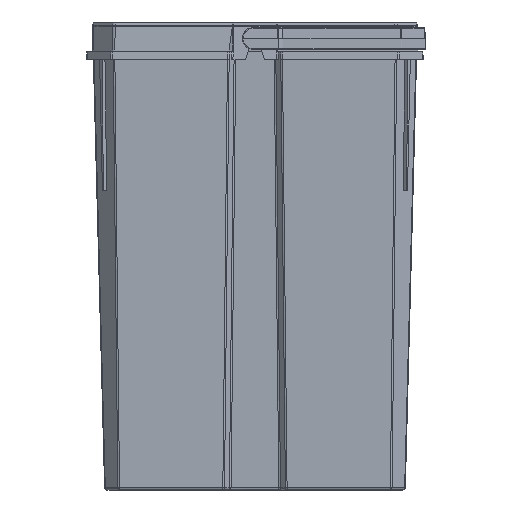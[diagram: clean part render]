
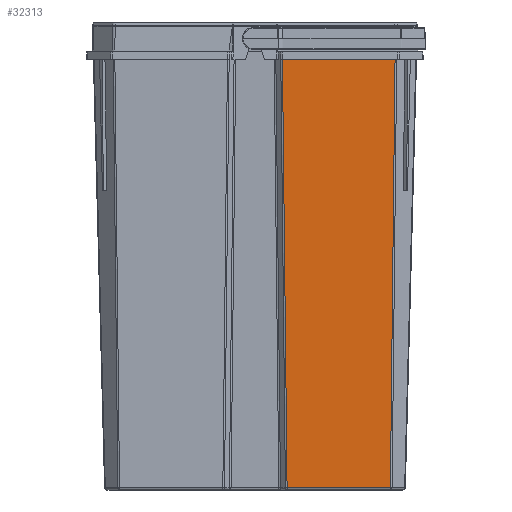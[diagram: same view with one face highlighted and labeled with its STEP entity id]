
A CAD part, left-side view. The second image highlights one B-rep face of the part: STEP entity #32313.
In plain terms, the highlighted planar face has unit normal (-1, 0, -0.026).
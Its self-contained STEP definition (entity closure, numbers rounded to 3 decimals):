
#569=PLANE('',#34918);
#3549=FACE_OUTER_BOUND('',#5346,.T.);
#5346=EDGE_LOOP('',(#24207,#24208,#24209,#24210,#24211,#24212,#24213,#24214,
#24215,#24216,#24217,#24218,#24219));
#6701=LINE('',#51773,#9367);
#6703=LINE('',#51782,#9369);
#6841=LINE('',#52428,#9507);
#7047=LINE('',#53248,#9713);
#7049=LINE('',#53262,#9715);
#7105=LINE('',#54166,#9771);
#7307=LINE('',#54711,#9973);
#7310=LINE('',#54716,#9976);
#7316=LINE('',#54726,#9982);
#7317=LINE('',#54729,#9983);
#7322=LINE('',#54737,#9988);
#7712=LINE('',#55465,#10378);
#7714=LINE('',#55467,#10380);
#9367=VECTOR('',#37849,1000.);
#9369=VECTOR('',#37857,1000.);
#9507=VECTOR('',#38405,1000.);
#9713=VECTOR('',#39103,1000.);
#9715=VECTOR('',#39119,1000.);
#9771=VECTOR('',#39319,1000.);
#9973=VECTOR('',#39783,1000.);
#9976=VECTOR('',#39788,1000.);
#9982=VECTOR('',#39796,1000.);
#9983=VECTOR('',#39799,1000.);
#9988=VECTOR('',#39806,1000.);
#10378=VECTOR('',#40594,1000.);
#10380=VECTOR('',#40596,1000.);
#12850=VERTEX_POINT('',#51769);
#12852=VERTEX_POINT('',#51772);
#12854=VERTEX_POINT('',#51778);
#12856=VERTEX_POINT('',#51781);
#13115=VERTEX_POINT('',#52425);
#13116=VERTEX_POINT('',#52427);
#13352=VERTEX_POINT('',#53239);
#13354=VERTEX_POINT('',#53245);
#13358=VERTEX_POINT('',#53255);
#13542=VERTEX_POINT('',#54715);
#13545=VERTEX_POINT('',#54724);
#13546=VERTEX_POINT('',#54728);
#13548=VERTEX_POINT('',#54736);
#16005=EDGE_CURVE('',#12852,#12850,#6701,.T.);
#16009=EDGE_CURVE('',#12856,#12854,#6703,.T.);
#16283=EDGE_CURVE('',#13116,#13115,#6841,.T.);
#16644=EDGE_CURVE('',#13352,#13354,#7047,.T.);
#16651=EDGE_CURVE('',#13115,#13358,#7049,.T.);
#16756=EDGE_CURVE('',#13358,#13352,#7105,.T.);
#17014=EDGE_CURVE('',#13354,#12856,#7307,.T.);
#17017=EDGE_CURVE('',#13542,#12852,#7310,.T.);
#17023=EDGE_CURVE('',#13545,#12854,#7316,.T.);
#17024=EDGE_CURVE('',#13546,#12850,#7317,.T.);
#17029=EDGE_CURVE('',#13548,#13116,#7322,.T.);
#17447=EDGE_CURVE('',#13548,#13546,#7712,.T.);
#17449=EDGE_CURVE('',#13542,#13545,#7714,.T.);
#24207=ORIENTED_EDGE('',*,*,#17029,.T.);
#24208=ORIENTED_EDGE('',*,*,#16283,.T.);
#24209=ORIENTED_EDGE('',*,*,#16651,.T.);
#24210=ORIENTED_EDGE('',*,*,#16756,.T.);
#24211=ORIENTED_EDGE('',*,*,#16644,.T.);
#24212=ORIENTED_EDGE('',*,*,#17014,.T.);
#24213=ORIENTED_EDGE('',*,*,#16009,.T.);
#24214=ORIENTED_EDGE('',*,*,#17023,.F.);
#24215=ORIENTED_EDGE('',*,*,#17449,.F.);
#24216=ORIENTED_EDGE('',*,*,#17017,.T.);
#24217=ORIENTED_EDGE('',*,*,#16005,.T.);
#24218=ORIENTED_EDGE('',*,*,#17024,.F.);
#24219=ORIENTED_EDGE('',*,*,#17447,.F.);
#32313=ADVANCED_FACE('',(#3549),#569,.T.);
#34918=AXIS2_PLACEMENT_3D('',#55573,#40772,#40773);
#37849=DIRECTION('',(0.,1.,0.));
#37857=DIRECTION('',(0.,1.,0.));
#38405=DIRECTION('',(0.,1.,0.));
#39103=DIRECTION('',(-0.026,-0.011,1.));
#39119=DIRECTION('',(0.026,-0.011,-1.));
#39319=DIRECTION('',(0.,-1.,0.));
#39783=DIRECTION('',(-0.026,0.017,1.));
#39788=DIRECTION('',(-0.026,0.026,0.999));
#39796=DIRECTION('',(-0.026,-0.026,0.999));
#39799=DIRECTION('',(-0.026,-0.026,0.999));
#39806=DIRECTION('',(-0.026,0.026,0.999));
#40594=DIRECTION('',(0.,-1.,0.));
#40596=DIRECTION('',(0.,-1.,0.));
#40772=DIRECTION('center_axis',(-1.,0.,-0.026));
#40773=DIRECTION('ref_axis',(-0.026,0.,1.));
#51769=CARTESIAN_POINT('',(-142.798,-20.6,277.305));
#51772=CARTESIAN_POINT('',(-142.798,-53.479,277.305));
#51773=CARTESIAN_POINT('',(-142.798,-20.605,277.305));
#51778=CARTESIAN_POINT('',(-142.798,-54.678,277.305));
#51781=CARTESIAN_POINT('',(-142.798,-89.045,277.305));
#51782=CARTESIAN_POINT('',(-142.798,-54.683,277.305));
#52425=CARTESIAN_POINT('',(-142.798,-17.427,277.305));
#52427=CARTESIAN_POINT('',(-142.798,-19.4,277.305));
#52428=CARTESIAN_POINT('',(-142.798,-17.425,277.305));
#53239=CARTESIAN_POINT('',(-135.574,-86.081,1.461));
#53245=CARTESIAN_POINT('',(-142.772,-89.063,276.319));
#53248=CARTESIAN_POINT('',(-137.5,-86.879,75.007));
#53255=CARTESIAN_POINT('',(-135.574,-20.419,1.461));
#53262=CARTESIAN_POINT('',(-135.574,-20.419,1.467));
#54166=CARTESIAN_POINT('',(-135.574,-87.5,1.461));
#54711=CARTESIAN_POINT('',(-137.502,-92.583,75.089));
#54715=CARTESIAN_POINT('',(-142.698,-53.578,273.5));
#54716=CARTESIAN_POINT('',(-137.48,-58.796,74.249));
#54724=CARTESIAN_POINT('',(-142.698,-54.578,273.5));
#54726=CARTESIAN_POINT('',(-137.526,-49.407,75.997));
#54728=CARTESIAN_POINT('',(-142.698,-20.5,273.5));
#54729=CARTESIAN_POINT('',(-137.549,-15.352,76.888));
#54736=CARTESIAN_POINT('',(-142.698,-19.5,273.5));
#54737=CARTESIAN_POINT('',(-137.457,-24.741,73.358));
#55465=CARTESIAN_POINT('',(-142.698,-87.5,273.5));
#55467=CARTESIAN_POINT('',(-142.698,-87.5,273.5));
#55573=CARTESIAN_POINT('Origin',(-137.5,-87.5,75.));
